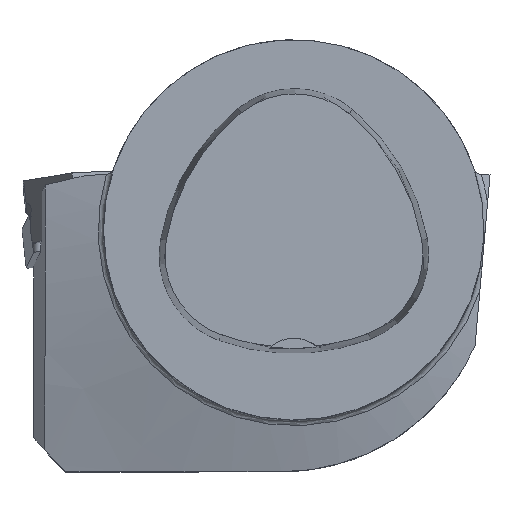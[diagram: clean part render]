
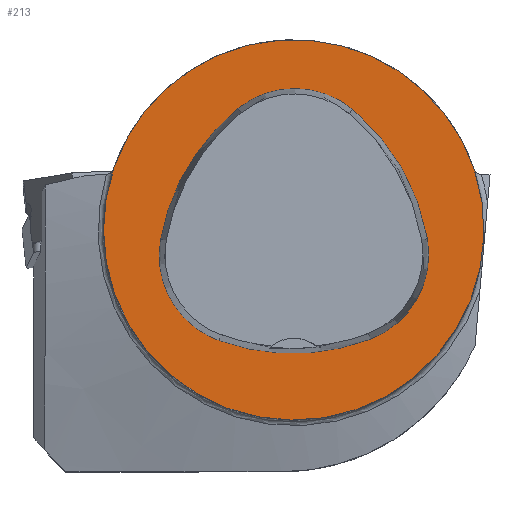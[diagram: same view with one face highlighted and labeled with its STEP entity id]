
A CAD part, top view. The second image highlights one B-rep face of the part: STEP entity #213.
In plain terms, the highlighted planar face has unit normal (0, 0, 1).
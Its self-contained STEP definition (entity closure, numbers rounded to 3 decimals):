
#107=FACE_BOUND('',#416,.T.);
#108=FACE_BOUND('',#417,.T.);
#135=CIRCLE('',#1552,31.5);
#137=CIRCLE('',#1561,36.);
#139=CIRCLE('',#1564,15.);
#141=CIRCLE('',#1567,36.);
#143=CIRCLE('',#1570,15.);
#147=CIRCLE('',#1575,36.);
#149=CIRCLE('',#1578,15.);
#213=ADVANCED_FACE('',(#107,#108),#276,.T.);
#276=PLANE('',#1583);
#416=EDGE_LOOP('',(#871,#872,#873,#874,#875,#876));
#417=EDGE_LOOP('',(#877));
#871=ORIENTED_EDGE('',*,*,#1346,.T.);
#872=ORIENTED_EDGE('',*,*,#1326,.T.);
#873=ORIENTED_EDGE('',*,*,#1330,.T.);
#874=ORIENTED_EDGE('',*,*,#1333,.T.);
#875=ORIENTED_EDGE('',*,*,#1336,.T.);
#876=ORIENTED_EDGE('',*,*,#1344,.T.);
#877=ORIENTED_EDGE('',*,*,#1310,.F.);
#1165=VERTEX_POINT('',#2283);
#1178=VERTEX_POINT('',#2359);
#1179=VERTEX_POINT('',#2360);
#1182=VERTEX_POINT('',#2368);
#1184=VERTEX_POINT('',#2374);
#1186=VERTEX_POINT('',#2380);
#1193=VERTEX_POINT('',#2401);
#1310=EDGE_CURVE('',#1165,#1165,#135,.T.);
#1326=EDGE_CURVE('',#1178,#1179,#137,.T.);
#1330=EDGE_CURVE('',#1179,#1182,#139,.T.);
#1333=EDGE_CURVE('',#1182,#1184,#141,.T.);
#1336=EDGE_CURVE('',#1184,#1186,#143,.T.);
#1344=EDGE_CURVE('',#1186,#1193,#147,.T.);
#1346=EDGE_CURVE('',#1193,#1178,#149,.T.);
#1552=AXIS2_PLACEMENT_3D('',#2282,#1787,#1788);
#1561=AXIS2_PLACEMENT_3D('',#2358,#1809,#1810);
#1564=AXIS2_PLACEMENT_3D('',#2367,#1817,#1818);
#1567=AXIS2_PLACEMENT_3D('',#2373,#1824,#1825);
#1570=AXIS2_PLACEMENT_3D('',#2379,#1831,#1832);
#1575=AXIS2_PLACEMENT_3D('',#2402,#1843,#1844);
#1578=AXIS2_PLACEMENT_3D('',#2405,#1849,#1850);
#1583=AXIS2_PLACEMENT_3D('',#2410,#1859,#1860);
#1787=DIRECTION('',(0.,0.,-1.));
#1788=DIRECTION('',(-1.,0.,0.));
#1809=DIRECTION('',(0.,0.,-1.));
#1810=DIRECTION('',(-1.,0.,0.));
#1817=DIRECTION('',(0.,0.,-1.));
#1818=DIRECTION('',(-1.,0.,0.));
#1824=DIRECTION('',(0.,0.,-1.));
#1825=DIRECTION('',(-1.,0.,0.));
#1831=DIRECTION('',(0.,0.,-1.));
#1832=DIRECTION('',(-1.,0.,0.));
#1843=DIRECTION('',(0.,0.,-1.));
#1844=DIRECTION('',(-1.,0.,0.));
#1849=DIRECTION('',(0.,0.,-1.));
#1850=DIRECTION('',(-1.,0.,0.));
#1859=DIRECTION('',(0.,0.,1.));
#1860=DIRECTION('',(-1.,0.,0.));
#2282=CARTESIAN_POINT('',(0.,0.,
0.));
#2283=CARTESIAN_POINT('',(-31.5,0.,0.));
#2358=CARTESIAN_POINT('',(13.398,-7.893,0.));
#2359=CARTESIAN_POINT('',(-22.041,-1.562,0.));
#2360=CARTESIAN_POINT('',(-9.317,20.036,0.));
#2367=CARTESIAN_POINT('',(0.148,8.399,0.));
#2368=CARTESIAN_POINT('',(9.779,19.898,0.));
#2373=CARTESIAN_POINT('',(-13.337,-7.7,0.));
#2374=CARTESIAN_POINT('',(22.122,-1.48,0.));
#2379=CARTESIAN_POINT('',(7.347,-4.071,0.));
#2380=CARTESIAN_POINT('',(12.693,-18.087,0.));
#2401=CARTESIAN_POINT('',(-12.373,-18.307,0.));
#2402=CARTESIAN_POINT('',(-0.137,15.55,0.));
#2405=CARTESIAN_POINT('',(-7.275,-4.2,0.));
#2410=CARTESIAN_POINT('',(0.,0.,
0.));
